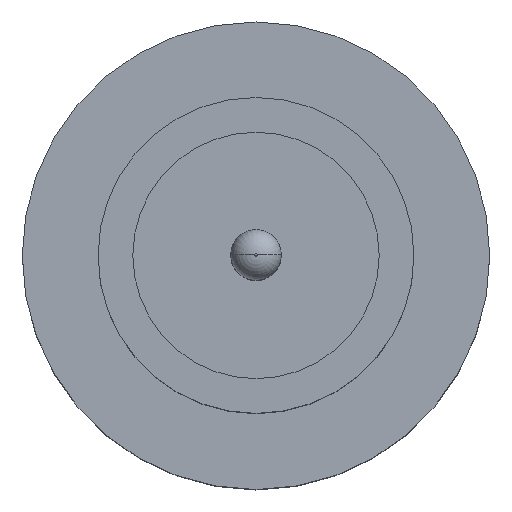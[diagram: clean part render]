
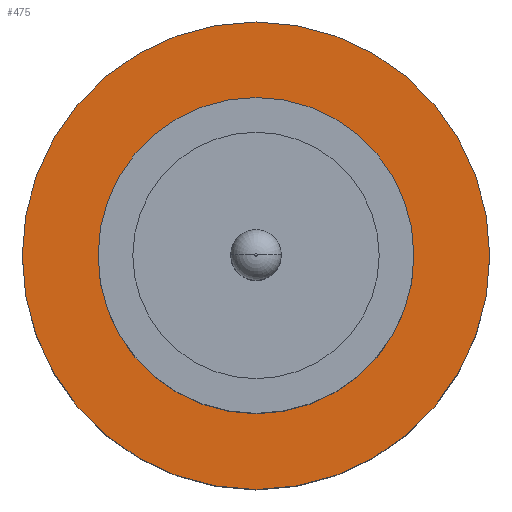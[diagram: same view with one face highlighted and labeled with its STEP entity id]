
A CAD part, top view. The second image highlights one B-rep face of the part: STEP entity #475.
In plain terms, the highlighted planar face has unit normal (0, 0, 1).
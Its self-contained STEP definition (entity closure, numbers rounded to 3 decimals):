
#53 = ORIENTED_EDGE ( 'NONE', *, *, #427, .T. ) ;
#98 = DIRECTION ( 'NONE',  ( 0., 0., 1. ) ) ;
#125 = ORIENTED_EDGE ( 'NONE', *, *, #140, .T. ) ;
#140 = EDGE_CURVE ( 'NONE', #529, #369, #278, .T. ) ;
#157 = EDGE_CURVE ( 'NONE', #724, #708, #452, .T. ) ;
#158 = DIRECTION ( 'NONE',  ( 0., 0., 1. ) ) ;
#159 = DIRECTION ( 'NONE',  ( 0., 0., 1. ) ) ;
#166 = DIRECTION ( 'NONE',  ( 1., 0., 0. ) ) ;
#220 = CARTESIAN_POINT ( 'NONE',  ( 1.25, 0., 1.55 ) ) ;
#233 = AXIS2_PLACEMENT_3D ( 'NONE', #815, #402, #747 ) ;
#238 = EDGE_CURVE ( 'NONE', #708, #724, #346, .T. ) ;
#243 = DIRECTION ( 'NONE',  ( 0., 0., 1. ) ) ;
#278 = CIRCLE ( 'NONE', #403, 1.85 ) ;
#303 = AXIS2_PLACEMENT_3D ( 'NONE', #384, #158, #869 ) ;
#305 = EDGE_LOOP ( 'NONE', ( #767, #725 ) ) ;
#311 = CARTESIAN_POINT ( 'NONE',  ( -1.85, 0., 1.55 ) ) ;
#313 = DIRECTION ( 'NONE',  ( 1., 0., 0. ) ) ;
#346 = CIRCLE ( 'NONE', #233, 1.25 ) ;
#367 = AXIS2_PLACEMENT_3D ( 'NONE', #797, #98, #166 ) ;
#369 = VERTEX_POINT ( 'NONE', #311 ) ;
#384 = CARTESIAN_POINT ( 'NONE',  ( 0., 0., 1.55 ) ) ;
#402 = DIRECTION ( 'NONE',  ( 0., 0., 1. ) ) ;
#403 = AXIS2_PLACEMENT_3D ( 'NONE', #450, #243, #733 ) ;
#408 = FACE_BOUND ( 'NONE', #305, .T. ) ;
#427 = EDGE_CURVE ( 'NONE', #369, #529, #523, .T. ) ;
#446 = FACE_OUTER_BOUND ( 'NONE', #885, .T. ) ;
#450 = CARTESIAN_POINT ( 'NONE',  ( 0., 0., 1.55 ) ) ;
#452 = CIRCLE ( 'NONE', #367, 1.25 ) ;
#475 = ADVANCED_FACE ( 'NONE', ( #408, #446 ), #873, .T. ) ;
#523 = CIRCLE ( 'NONE', #303, 1.85 ) ;
#529 = VERTEX_POINT ( 'NONE', #811 ) ;
#568 = CARTESIAN_POINT ( 'NONE',  ( -1.25, 0., 1.55 ) ) ;
#708 = VERTEX_POINT ( 'NONE', #568 ) ;
#720 = CARTESIAN_POINT ( 'NONE',  ( 0., 0., 1.55 ) ) ;
#724 = VERTEX_POINT ( 'NONE', #220 ) ;
#725 = ORIENTED_EDGE ( 'NONE', *, *, #238, .F. ) ;
#733 = DIRECTION ( 'NONE',  ( 1., 0., 0. ) ) ;
#747 = DIRECTION ( 'NONE',  ( 1., 0., 0. ) ) ;
#767 = ORIENTED_EDGE ( 'NONE', *, *, #157, .F. ) ;
#797 = CARTESIAN_POINT ( 'NONE',  ( 0., 0., 1.55 ) ) ;
#811 = CARTESIAN_POINT ( 'NONE',  ( 1.85, 0., 1.55 ) ) ;
#815 = CARTESIAN_POINT ( 'NONE',  ( 0., 0., 1.55 ) ) ;
#869 = DIRECTION ( 'NONE',  ( 1., 0., 0. ) ) ;
#873 = PLANE ( 'NONE',  #880 ) ;
#880 = AXIS2_PLACEMENT_3D ( 'NONE', #720, #159, #313 ) ;
#885 = EDGE_LOOP ( 'NONE', ( #53, #125 ) ) ;
